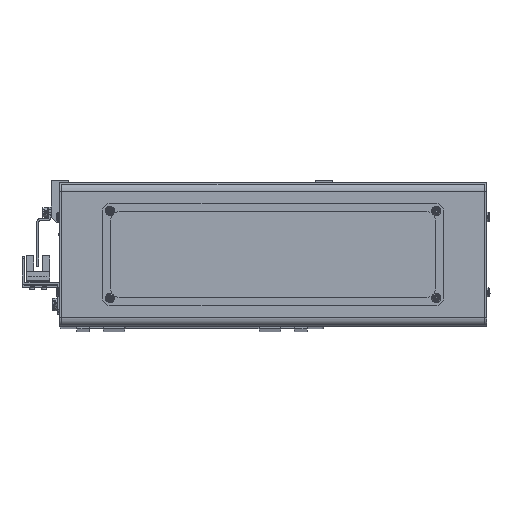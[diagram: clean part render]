
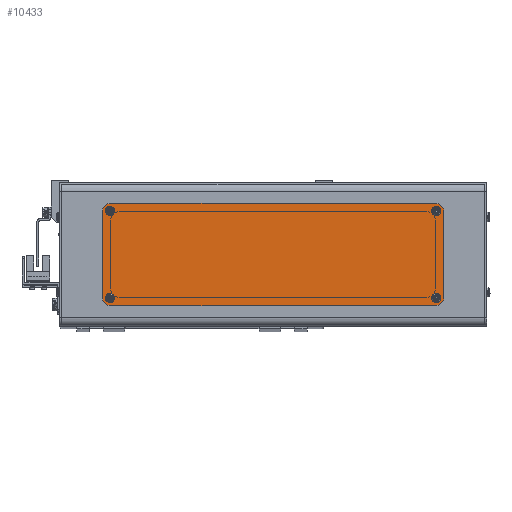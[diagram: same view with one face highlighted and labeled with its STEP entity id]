
A CAD part, top view. The second image highlights one B-rep face of the part: STEP entity #10433.
In plain terms, the highlighted planar face has unit normal (0, 0, 1).
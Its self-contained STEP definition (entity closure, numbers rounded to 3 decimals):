
#1155 = VERTEX_POINT ( 'NONE', #72393 ) ;
#1703 = CARTESIAN_POINT ( 'NONE',  ( -95., -25., 2. ) ) ;
#1835 = DIRECTION ( 'NONE',  ( 0., 0., 1. ) ) ;
#1900 = DIRECTION ( 'NONE',  ( 0., 0., 1. ) ) ;
#2751 = EDGE_CURVE ( 'NONE', #18446, #37564, #61573, .T. ) ;
#2908 = AXIS2_PLACEMENT_3D ( 'NONE', #54567, #17678, #60770 ) ;
#3135 = ORIENTED_EDGE ( 'NONE', *, *, #58321, .F. ) ;
#3347 = CIRCLE ( 'NONE', #70669, 5. ) ;
#3645 = AXIS2_PLACEMENT_3D ( 'NONE', #45417, #8636, #51674 ) ;
#3665 = CIRCLE ( 'NONE', #37076, 1.7 ) ;
#4055 = CIRCLE ( 'NONE', #44013, 5. ) ;
#4165 = EDGE_LOOP ( 'NONE', ( #50204, #63365 ) ) ;
#4355 = CIRCLE ( 'NONE', #8485, 5. ) ;
#4661 = ORIENTED_EDGE ( 'NONE', *, *, #75080, .F. ) ;
#4856 = DIRECTION ( 'NONE',  ( 0., 0., 1. ) ) ;
#5405 = DIRECTION ( 'NONE',  ( 0., -1., 0. ) ) ;
#5713 = EDGE_CURVE ( 'NONE', #34116, #1155, #15010, .T. ) ;
#6459 = CARTESIAN_POINT ( 'NONE',  ( -95.5, 25.5, 2. ) ) ;
#6808 = VERTEX_POINT ( 'NONE', #51126 ) ;
#7434 = CARTESIAN_POINT ( 'NONE',  ( 93.8, -25.5, 2. ) ) ;
#7869 = DIRECTION ( 'NONE',  ( 1., 0., 0. ) ) ;
#8226 = AXIS2_PLACEMENT_3D ( 'NONE', #18138, #61215, #24311 ) ;
#8485 = AXIS2_PLACEMENT_3D ( 'NONE', #38586, #1835, #44802 ) ;
#8636 = DIRECTION ( 'NONE',  ( 0., 0., 1. ) ) ;
#9836 = ORIENTED_EDGE ( 'NONE', *, *, #40141, .F. ) ;
#10369 = AXIS2_PLACEMENT_3D ( 'NONE', #41619, #4856, #47883 ) ;
#10433 = ADVANCED_FACE ( 'NONE', ( #30703, #61553, #28779, #76030, #59642 ), #38723, .T. ) ;
#10547 = ORIENTED_EDGE ( 'NONE', *, *, #41120, .T. ) ;
#11070 = LINE ( 'NONE', #56092, #56301 ) ;
#11160 = AXIS2_PLACEMENT_3D ( 'NONE', #38664, #1900, #44872 ) ;
#11255 = CARTESIAN_POINT ( 'NONE',  ( -95., 25., 2. ) ) ;
#12450 = CARTESIAN_POINT ( 'NONE',  ( 97.2, 25.5, 2. ) ) ;
#12638 = DIRECTION ( 'NONE',  ( 1., 0., 0. ) ) ;
#13110 = VECTOR ( 'NONE', #29007, 1000. ) ;
#14661 = ORIENTED_EDGE ( 'NONE', *, *, #63024, .F. ) ;
#15010 = LINE ( 'NONE', #59740, #13110 ) ;
#15645 = VERTEX_POINT ( 'NONE', #68217 ) ;
#17382 = DIRECTION ( 'NONE',  ( 1., 0., 0. ) ) ;
#17678 = DIRECTION ( 'NONE',  ( 0., 0., 1. ) ) ;
#17918 = VERTEX_POINT ( 'NONE', #23222 ) ;
#18138 = CARTESIAN_POINT ( 'NONE',  ( 95.5, 25.5, 2. ) ) ;
#18446 = VERTEX_POINT ( 'NONE', #53821 ) ;
#20331 = CARTESIAN_POINT ( 'NONE',  ( -95.5, 25.5, 2. ) ) ;
#20464 = DIRECTION ( 'NONE',  ( 0., 0., 1. ) ) ;
#23222 = CARTESIAN_POINT ( 'NONE',  ( -97.2, 25.5, 2. ) ) ;
#23887 = CIRCLE ( 'NONE', #11160, 1.7 ) ;
#23970 = EDGE_CURVE ( 'NONE', #57685, #6808, #78187, .T. ) ;
#24311 = DIRECTION ( 'NONE',  ( 1., 0., 0. ) ) ;
#25486 = EDGE_LOOP ( 'NONE', ( #76300, #4661 ) ) ;
#25699 = VERTEX_POINT ( 'NONE', #36375 ) ;
#26511 = DIRECTION ( 'NONE',  ( 1., 0., 0. ) ) ;
#28779 = FACE_OUTER_BOUND ( 'NONE', #70526, .T. ) ;
#29007 = DIRECTION ( 'NONE',  ( 1., 0., 0. ) ) ;
#29266 = CARTESIAN_POINT ( 'NONE',  ( 97.2, -25.5, 2. ) ) ;
#30032 = ORIENTED_EDGE ( 'NONE', *, *, #5713, .T. ) ;
#30044 = ORIENTED_EDGE ( 'NONE', *, *, #43011, .T. ) ;
#30703 = FACE_BOUND ( 'NONE', #62029, .T. ) ;
#31049 = ORIENTED_EDGE ( 'NONE', *, *, #40332, .F. ) ;
#31082 = CARTESIAN_POINT ( 'NONE',  ( 95., 25., 2. ) ) ;
#31546 = DIRECTION ( 'NONE',  ( 0., 0., 1. ) ) ;
#31761 = CIRCLE ( 'NONE', #36526, 1.7 ) ;
#32798 = CARTESIAN_POINT ( 'NONE',  ( 95., 30., 2. ) ) ;
#32812 = EDGE_CURVE ( 'NONE', #42003, #18446, #11070, .T. ) ;
#34116 = VERTEX_POINT ( 'NONE', #50740 ) ;
#34712 = EDGE_CURVE ( 'NONE', #6808, #34116, #4055, .T. ) ;
#35503 = CARTESIAN_POINT ( 'NONE',  ( 100., -25., 2. ) ) ;
#36375 = CARTESIAN_POINT ( 'NONE',  ( -93.8, 25.5, 2. ) ) ;
#36526 = AXIS2_PLACEMENT_3D ( 'NONE', #68468, #31546, #74665 ) ;
#37076 = AXIS2_PLACEMENT_3D ( 'NONE', #20331, #63425, #26511 ) ;
#37235 = DIRECTION ( 'NONE',  ( 1., 0., 0. ) ) ;
#37564 = VERTEX_POINT ( 'NONE', #32798 ) ;
#37787 = CARTESIAN_POINT ( 'NONE',  ( -95., 30., 2. ) ) ;
#38243 = CARTESIAN_POINT ( 'NONE',  ( 93.8, 25.5, 2. ) ) ;
#38586 = CARTESIAN_POINT ( 'NONE',  ( 95., -25., 2. ) ) ;
#38664 = CARTESIAN_POINT ( 'NONE',  ( -95.5, -25.5, 2. ) ) ;
#38723 = PLANE ( 'NONE',  #58736 ) ;
#39324 = EDGE_CURVE ( 'NONE', #59683, #50079, #73290, .T. ) ;
#40141 = EDGE_CURVE ( 'NONE', #57175, #44319, #64462, .T. ) ;
#40332 = EDGE_CURVE ( 'NONE', #44319, #57175, #56749, .T. ) ;
#41120 = EDGE_CURVE ( 'NONE', #37564, #74466, #73993, .T. ) ;
#41172 = VECTOR ( 'NONE', #42876, 1000. ) ;
#41619 = CARTESIAN_POINT ( 'NONE',  ( 95.5, -25.5, 2. ) ) ;
#42003 = VERTEX_POINT ( 'NONE', #35503 ) ;
#42196 = CARTESIAN_POINT ( 'NONE',  ( -100., -25., 2. ) ) ;
#42876 = DIRECTION ( 'NONE',  ( -1., 0., 0. ) ) ;
#43011 = EDGE_CURVE ( 'NONE', #1155, #42003, #4355, .T. ) ;
#43843 = CARTESIAN_POINT ( 'NONE',  ( -93.8, -25.5, 2. ) ) ;
#44013 = AXIS2_PLACEMENT_3D ( 'NONE', #1703, #44672, #7869 ) ;
#44319 = VERTEX_POINT ( 'NONE', #29266 ) ;
#44672 = DIRECTION ( 'NONE',  ( 0., 0., 1. ) ) ;
#44802 = DIRECTION ( 'NONE',  ( 1., 0., 0. ) ) ;
#44872 = DIRECTION ( 'NONE',  ( 1., 0., 0. ) ) ;
#45322 = VECTOR ( 'NONE', #5405, 1000. ) ;
#45417 = CARTESIAN_POINT ( 'NONE',  ( 95.5, -25.5, 2. ) ) ;
#47883 = DIRECTION ( 'NONE',  ( 1., 0., 0. ) ) ;
#48426 = EDGE_CURVE ( 'NONE', #50079, #59683, #31761, .T. ) ;
#48442 = AXIS2_PLACEMENT_3D ( 'NONE', #31082, #74217, #37235 ) ;
#48959 = ORIENTED_EDGE ( 'NONE', *, *, #34712, .T. ) ;
#49469 = DIRECTION ( 'NONE',  ( 0., 0., 1. ) ) ;
#50079 = VERTEX_POINT ( 'NONE', #12450 ) ;
#50204 = ORIENTED_EDGE ( 'NONE', *, *, #39324, .F. ) ;
#50740 = CARTESIAN_POINT ( 'NONE',  ( -95., -30., 2. ) ) ;
#50745 = ORIENTED_EDGE ( 'NONE', *, *, #23970, .T. ) ;
#50850 = EDGE_LOOP ( 'NONE', ( #14661, #3135 ) ) ;
#51126 = CARTESIAN_POINT ( 'NONE',  ( -100., -25., 2. ) ) ;
#51674 = DIRECTION ( 'NONE',  ( 1., 0., 0. ) ) ;
#53821 = CARTESIAN_POINT ( 'NONE',  ( 100., 25., 2. ) ) ;
#53834 = ORIENTED_EDGE ( 'NONE', *, *, #32812, .T. ) ;
#54267 = DIRECTION ( 'NONE',  ( 0., 0., 1. ) ) ;
#54567 = CARTESIAN_POINT ( 'NONE',  ( -95.5, -25.5, 2. ) ) ;
#55378 = VERTEX_POINT ( 'NONE', #43843 ) ;
#56092 = CARTESIAN_POINT ( 'NONE',  ( 100., 25., 2. ) ) ;
#56301 = VECTOR ( 'NONE', #68485, 1000. ) ;
#56749 = CIRCLE ( 'NONE', #10369, 1.7 ) ;
#57175 = VERTEX_POINT ( 'NONE', #7434 ) ;
#57369 = CARTESIAN_POINT ( 'NONE',  ( -95., -25., 2. ) ) ;
#57685 = VERTEX_POINT ( 'NONE', #61434 ) ;
#58321 = EDGE_CURVE ( 'NONE', #25699, #17918, #59587, .T. ) ;
#58615 = EDGE_CURVE ( 'NONE', #15645, #55378, #23887, .T. ) ;
#58736 = AXIS2_PLACEMENT_3D ( 'NONE', #57369, #20464, #63542 ) ;
#59587 = CIRCLE ( 'NONE', #76117, 1.7 ) ;
#59642 = FACE_BOUND ( 'NONE', #25486, .T. ) ;
#59683 = VERTEX_POINT ( 'NONE', #38243 ) ;
#59740 = CARTESIAN_POINT ( 'NONE',  ( 95., -30., 2. ) ) ;
#60322 = ORIENTED_EDGE ( 'NONE', *, *, #2751, .T. ) ;
#60770 = DIRECTION ( 'NONE',  ( 1., 0., 0. ) ) ;
#61215 = DIRECTION ( 'NONE',  ( 0., 0., 1. ) ) ;
#61434 = CARTESIAN_POINT ( 'NONE',  ( -100., 25., 2. ) ) ;
#61553 = FACE_BOUND ( 'NONE', #4165, .T. ) ;
#61573 = CIRCLE ( 'NONE', #48442, 5. ) ;
#62029 = EDGE_LOOP ( 'NONE', ( #9836, #31049 ) ) ;
#63024 = EDGE_CURVE ( 'NONE', #17918, #25699, #3665, .T. ) ;
#63365 = ORIENTED_EDGE ( 'NONE', *, *, #48426, .F. ) ;
#63425 = DIRECTION ( 'NONE',  ( 0., 0., 1. ) ) ;
#63542 = DIRECTION ( 'NONE',  ( 1., 0., 0. ) ) ;
#64462 = CIRCLE ( 'NONE', #3645, 1.7 ) ;
#68217 = CARTESIAN_POINT ( 'NONE',  ( -97.2, -25.5, 2. ) ) ;
#68468 = CARTESIAN_POINT ( 'NONE',  ( 95.5, 25.5, 2. ) ) ;
#68485 = DIRECTION ( 'NONE',  ( 0., 1., 0. ) ) ;
#70276 = EDGE_CURVE ( 'NONE', #74466, #57685, #3347, .T. ) ;
#70492 = ORIENTED_EDGE ( 'NONE', *, *, #70276, .T. ) ;
#70526 = EDGE_LOOP ( 'NONE', ( #48959, #30032, #30044, #53834, #60322, #10547, #70492, #50745 ) ) ;
#70669 = AXIS2_PLACEMENT_3D ( 'NONE', #11255, #54267, #17382 ) ;
#72393 = CARTESIAN_POINT ( 'NONE',  ( 95., -30., 2. ) ) ;
#73290 = CIRCLE ( 'NONE', #8226, 1.7 ) ;
#73993 = LINE ( 'NONE', #79825, #41172 ) ;
#74217 = DIRECTION ( 'NONE',  ( 0., 0., 1. ) ) ;
#74466 = VERTEX_POINT ( 'NONE', #37787 ) ;
#74665 = DIRECTION ( 'NONE',  ( 1., 0., 0. ) ) ;
#75080 = EDGE_CURVE ( 'NONE', #55378, #15645, #79741, .T. ) ;
#76030 = FACE_BOUND ( 'NONE', #50850, .T. ) ;
#76117 = AXIS2_PLACEMENT_3D ( 'NONE', #6459, #49469, #12638 ) ;
#76300 = ORIENTED_EDGE ( 'NONE', *, *, #58615, .F. ) ;
#78187 = LINE ( 'NONE', #42196, #45322 ) ;
#79741 = CIRCLE ( 'NONE', #2908, 1.7 ) ;
#79825 = CARTESIAN_POINT ( 'NONE',  ( -95., 30., 2. ) ) ;
